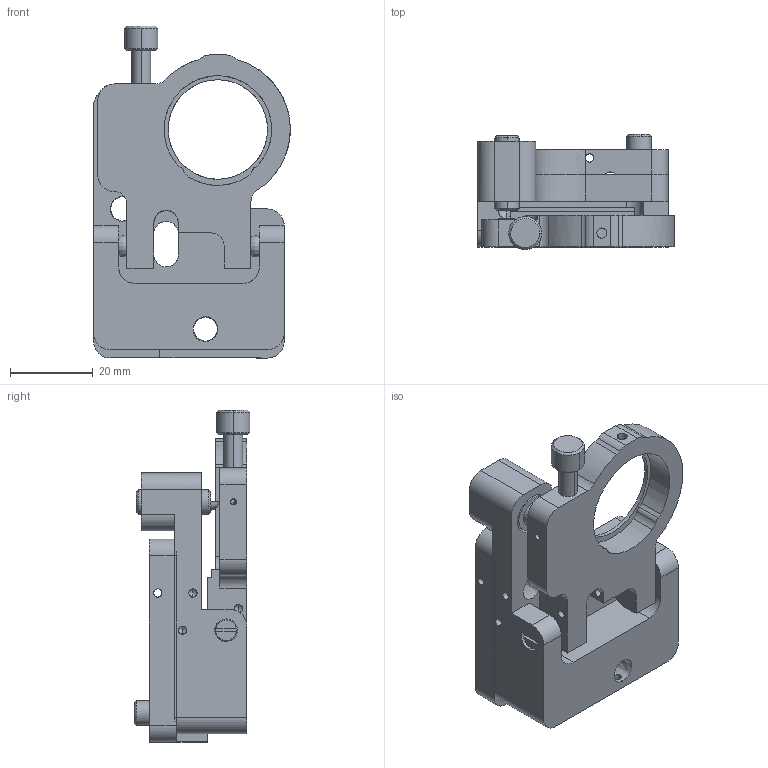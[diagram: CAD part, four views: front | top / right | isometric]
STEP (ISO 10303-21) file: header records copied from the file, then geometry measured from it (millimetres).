
FILE_DESCRIPTION(/* description */ (''),/* implementation_level */ '2;1');
FILE_NAME(/* name */ 'MMF-RA',/* time_stamp */ '2021-08-20T15:22:28+03:00',/* author */ (''),/* organization */ (''),/* preprocessor_version */ 'ST-DEVELOPER v15',/* originating_system */ '',/* authorisation */ '');
FILE_SCHEMA (('AUTOMOTIVE_DESIGN'));
Length unit declared in the file: millimetre
Products named in the file (7): Document; Флиппер25 \X2\0434044E0439
 буртик правый; Флиппер25 дюйм \X2\0431
 правый_Substitute_2; Block 01; Block 02; Block 03
Assembly tree (6 placements, depth 5):
  Document
    Document
      Флиппер25 \X2\0434044E0439
 буртик правый
        Флиппер25 дюйм \X2\0431
 правый_Substitute_2
          Block 01
          Block 02
          Block 03
Bounding box: 47.5 x 27.95 x 80.2 mm (x, y, z)
Volume: 36236.3 mm3; surface area: 22477.5 mm2
Topology: 17 solids, 25 shells, 422 faces, 1141 edges, 732 vertices
Faces by surface type: bspline 422
Entity records: 30389 total; most frequent: CARTESIAN_POINT 16793, ORIENTED_EDGE 2181, PCURVE 2181, DEFINITIONAL_REPRESENTATION 2181, B_SPLINE_CURVE_WITH_KNOTS 2077, SURFACE_CURVE 1104, EDGE_CURVE 1104, VERTEX_POINT 732
